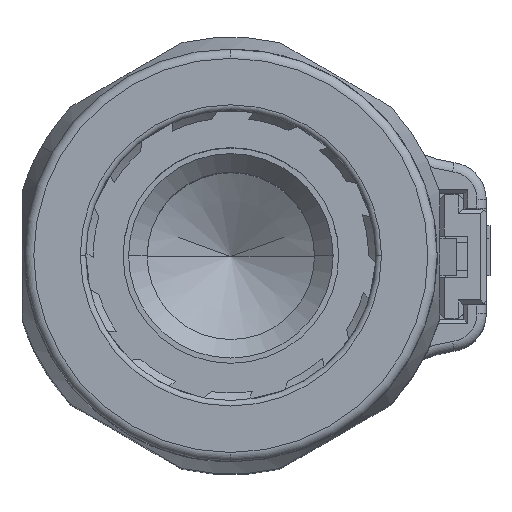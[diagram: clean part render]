
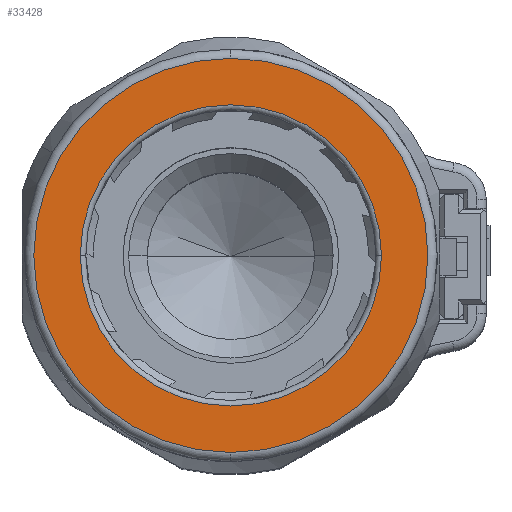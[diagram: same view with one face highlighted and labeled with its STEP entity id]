
A CAD part, top view. The second image highlights one B-rep face of the part: STEP entity #33428.
In plain terms, the highlighted planar face has unit normal (0, 0, 1).
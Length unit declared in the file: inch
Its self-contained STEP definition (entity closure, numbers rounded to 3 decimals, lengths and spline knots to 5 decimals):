
#9235=CARTESIAN_POINT('',(0.,0.,2.79921));
#9236=DIRECTION('',(0.,0.,1.));
#9237=DIRECTION('',(0.,1.,0.));
#9238=AXIS2_PLACEMENT_3D('',#9235,#9236,#9237);
#9240=CARTESIAN_POINT('',(0.,0.,2.79921));
#9241=DIRECTION('',(0.,0.,1.));
#9242=DIRECTION('',(0.,-1.,0.));
#9243=AXIS2_PLACEMENT_3D('',#9240,#9241,#9242);
#9245=CARTESIAN_POINT('',(0.,0.,2.79921));
#9246=DIRECTION('',(0.,0.,-1.));
#9247=DIRECTION('',(-1.,0.,0.));
#9248=AXIS2_PLACEMENT_3D('',#9245,#9246,#9247);
#9250=CARTESIAN_POINT('',(0.,0.,2.79921));
#9251=DIRECTION('',(0.,0.,-1.));
#9252=DIRECTION('',(1.,0.,0.));
#9253=AXIS2_PLACEMENT_3D('',#9250,#9251,#9252);
#20208=CARTESIAN_POINT('',(0.,0.41732,2.79921));
#20209=CARTESIAN_POINT('',(0.,-0.41732,2.79921));
#20210=VERTEX_POINT('',#20208);
#20211=VERTEX_POINT('',#20209);
#20218=CARTESIAN_POINT('',(-0.3189,0.,2.79921));
#20219=CARTESIAN_POINT('',(0.3189,0.,2.79921));
#20220=VERTEX_POINT('',#20218);
#20221=VERTEX_POINT('',#20219);
#33412=CARTESIAN_POINT('',(0.,0.,2.79921));
#33413=DIRECTION('',(0.,0.,-1.));
#33414=DIRECTION('',(0.,-1.,0.));
#33415=AXIS2_PLACEMENT_3D('',#33412,#33413,#33414);
#33416=PLANE('',#33415);
#33417=ORIENTED_EDGE('',*,*,#33402,.F.);
#33419=ORIENTED_EDGE('',*,*,#33418,.F.);
#33420=EDGE_LOOP('',(#33417,#33419));
#33421=FACE_OUTER_BOUND('',#33420,.F.);
#33423=ORIENTED_EDGE('',*,*,#33422,.F.);
#33425=ORIENTED_EDGE('',*,*,#33424,.F.);
#33426=EDGE_LOOP('',(#33423,#33425));
#33427=FACE_BOUND('',#33426,.F.);
#33428=ADVANCED_FACE('',(#33421,#33427),#33416,.F.);
#9239=CIRCLE('',#9238,0.41732);
#9244=CIRCLE('',#9243,0.41732);
#9249=CIRCLE('',#9248,0.3189);
#9254=CIRCLE('',#9253,0.3189);
#33402=EDGE_CURVE('',#20210,#20211,#9239,.T.);
#33418=EDGE_CURVE('',#20211,#20210,#9244,.T.);
#33422=EDGE_CURVE('',#20220,#20221,#9249,.T.);
#33424=EDGE_CURVE('',#20221,#20220,#9254,.T.);
